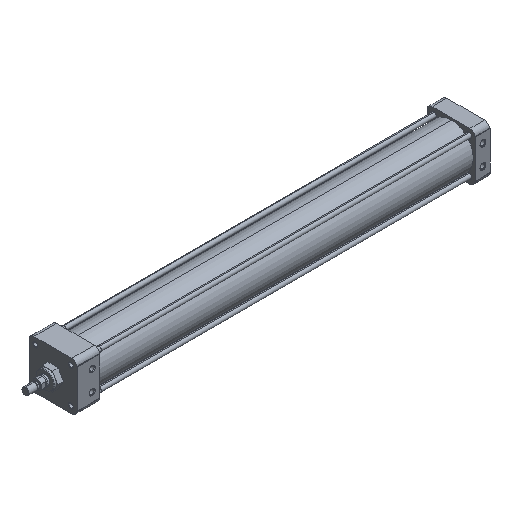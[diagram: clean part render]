
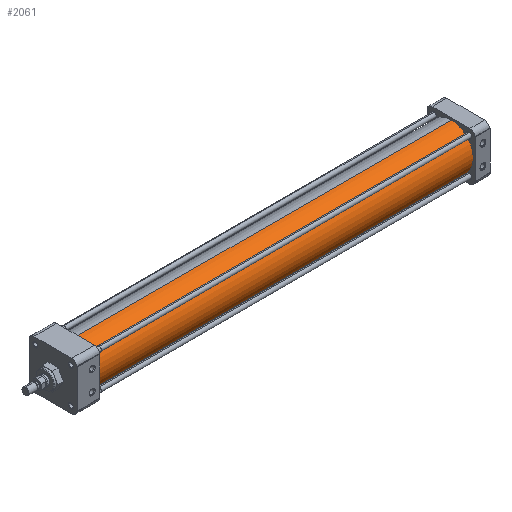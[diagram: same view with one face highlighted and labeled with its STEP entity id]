
A CAD part, isometric view. The second image highlights one B-rep face of the part: STEP entity #2061.
In plain terms, the highlighted cylindrical face has radius 34.925 mm (diameter 69.85 mm), a partial arc.
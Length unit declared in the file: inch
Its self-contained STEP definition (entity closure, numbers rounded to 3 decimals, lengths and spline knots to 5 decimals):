
#44 = VERTEX_POINT ( 'NONE', #2838 ) ;
#509 = ORIENTED_EDGE ( 'NONE', *, *, #12200, .T. ) ;
#690 = ORIENTED_EDGE ( 'NONE', *, *, #14334, .F. ) ;
#1075 = DIRECTION ( 'NONE',  ( 0., 0., -1. ) ) ;
#1080 = DIRECTION ( 'NONE',  ( -1., 0., 0. ) ) ;
#1585 = VECTOR ( 'NONE', #10004, 39.37008 ) ;
#2061 = ADVANCED_FACE ( 'NONE', ( #5645 ), #7196, .T. ) ;
#2178 = DIRECTION ( 'NONE',  ( 1., 0., 0. ) ) ;
#2314 = AXIS2_PLACEMENT_3D ( 'NONE', #10138, #3465, #11258 ) ;
#2838 = CARTESIAN_POINT ( 'NONE',  ( 24.826, 0., 1.375 ) ) ;
#2980 = EDGE_LOOP ( 'NONE', ( #690, #6784, #509, #6908 ) ) ;
#3314 = CARTESIAN_POINT ( 'NONE',  ( 1.42, 0., 1.375 ) ) ;
#3456 = AXIS2_PLACEMENT_3D ( 'NONE', #7831, #1080, #8950 ) ;
#3465 = DIRECTION ( 'NONE',  ( 1., 0., 0. ) ) ;
#4617 = LINE ( 'NONE', #7732, #1585 ) ;
#5645 = FACE_OUTER_BOUND ( 'NONE', #2980, .T. ) ;
#6784 = ORIENTED_EDGE ( 'NONE', *, *, #12257, .T. ) ;
#6908 = ORIENTED_EDGE ( 'NONE', *, *, #9283, .T. ) ;
#7148 = CIRCLE ( 'NONE', #3456, 1.375 ) ;
#7196 = CYLINDRICAL_SURFACE ( 'NONE', #12185, 1.375 ) ;
#7732 = CARTESIAN_POINT ( 'NONE',  ( 24.826, 0., -1.375 ) ) ;
#7831 = CARTESIAN_POINT ( 'NONE',  ( 24.826, 0., 0. ) ) ;
#8609 = CARTESIAN_POINT ( 'NONE',  ( 24.826, 0., 1.375 ) ) ;
#8654 = VERTEX_POINT ( 'NONE', #10144 ) ;
#8799 = LINE ( 'NONE', #8609, #11384 ) ;
#8950 = DIRECTION ( 'NONE',  ( 0., 0., -1. ) ) ;
#9283 = EDGE_CURVE ( 'NONE', #13285, #44, #7148, .T. ) ;
#9732 = DIRECTION ( 'NONE',  ( 1., 0., 0. ) ) ;
#10004 = DIRECTION ( 'NONE',  ( 1., 0., 0. ) ) ;
#10138 = CARTESIAN_POINT ( 'NONE',  ( 1.42, 0., 0. ) ) ;
#10144 = CARTESIAN_POINT ( 'NONE',  ( 1.42, 0., -1.375 ) ) ;
#10758 = VERTEX_POINT ( 'NONE', #3314 ) ;
#11258 = DIRECTION ( 'NONE',  ( 0., 0., -1. ) ) ;
#11384 = VECTOR ( 'NONE', #9732, 39.37008 ) ;
#12086 = CARTESIAN_POINT ( 'NONE',  ( 24.826, 0., -1.375 ) ) ;
#12185 = AXIS2_PLACEMENT_3D ( 'NONE', #12240, #2178, #1075 ) ;
#12200 = EDGE_CURVE ( 'NONE', #8654, #13285, #4617, .T. ) ;
#12240 = CARTESIAN_POINT ( 'NONE',  ( 24.826, 0., 0. ) ) ;
#12257 = EDGE_CURVE ( 'NONE', #10758, #8654, #13372, .T. ) ;
#13285 = VERTEX_POINT ( 'NONE', #12086 ) ;
#13372 = CIRCLE ( 'NONE', #2314, 1.375 ) ;
#14334 = EDGE_CURVE ( 'NONE', #10758, #44, #8799, .T. ) ;
